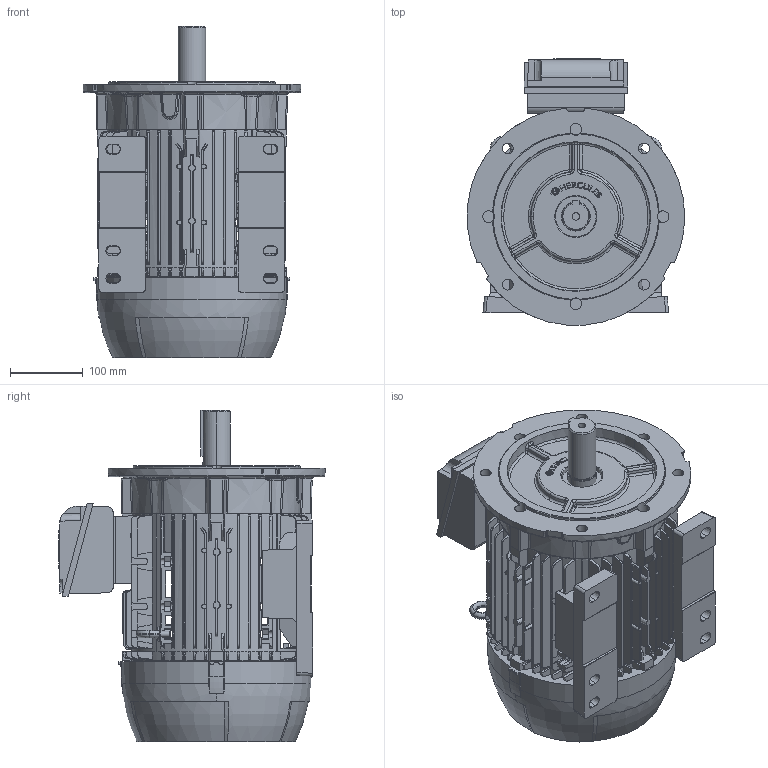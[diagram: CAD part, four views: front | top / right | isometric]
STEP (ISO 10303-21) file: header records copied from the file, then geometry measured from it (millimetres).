
FILE_DESCRIPTION (( 'STEP AP203' ), '1' );
FILE_NAME ('132S_CP_FF_TOP.STEP', '2022-07-27T11:50:10', ( '' ), ( '' ), 'SwSTEP 2.0', 'SolidWorks 2020', '' );
FILE_SCHEMA (( 'CONFIG_CONTROL_DESIGN' ));
Products named in the file (1): 132S_CP_FF_TOP
Bounding box: 299.35 x 366.51 x 456 mm (x, y, z)
Surface area: 959378.1 mm2 (no closed solid volume)
Topology: 0 solids, 14 shells, 2192 faces, 6554 edges, 4349 vertices
Faces by surface type: plane 1201, cone 383, bspline 289, cylinder 196, torus 109, sphere 14
Entity records: 86262 total; most frequent: CARTESIAN_POINT 32328, ORIENTED_EDGE 11960, DIRECTION 9600, EDGE_CURVE 6536, VERTEX_POINT 4349, LINE 3228, VECTOR 3228, AXIS2_PLACEMENT_3D 3186
